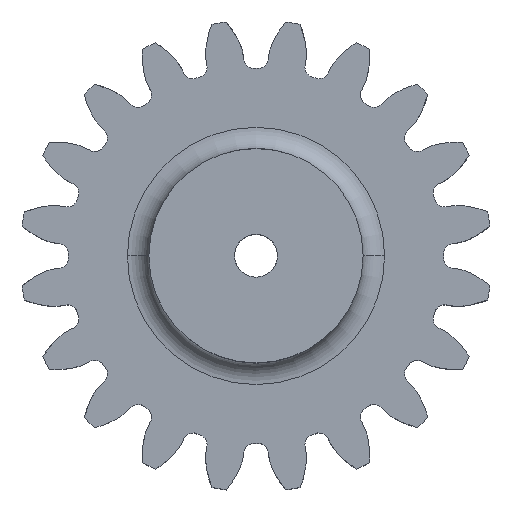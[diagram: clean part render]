
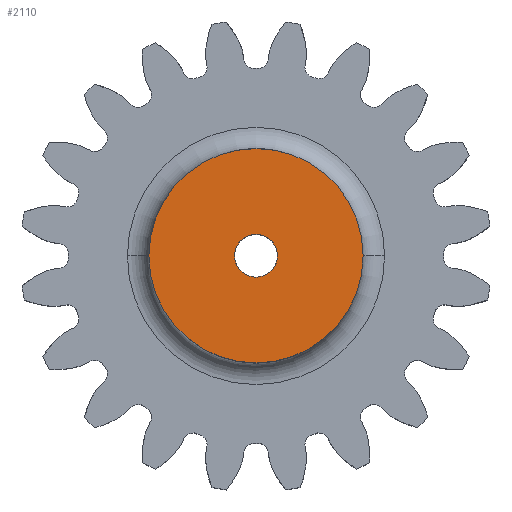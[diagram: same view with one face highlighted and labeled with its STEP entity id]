
A CAD part, top view. The second image highlights one B-rep face of the part: STEP entity #2110.
In plain terms, the highlighted planar face has unit normal (0, 0, 1).
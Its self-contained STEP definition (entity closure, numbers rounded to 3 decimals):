
#116 = ORIENTED_EDGE ( 'NONE', *, *, #7375, .F. ) ;
#480 = AXIS2_PLACEMENT_3D ( 'NONE', #2487, #6514, #762 ) ;
#512 = DIRECTION ( 'NONE',  ( 0., 0., 1. ) ) ;
#716 = CARTESIAN_POINT ( 'NONE',  ( 1., 0., 9. ) ) ;
#762 = DIRECTION ( 'NONE',  ( 1., 0., 0. ) ) ;
#967 = DIRECTION ( 'NONE',  ( 0., 0., 1. ) ) ;
#1021 = ORIENTED_EDGE ( 'NONE', *, *, #2908, .T. ) ;
#1086 = CIRCLE ( 'NONE', #2277, 5. ) ;
#1267 = DIRECTION ( 'NONE',  ( 0., 0., 1. ) ) ;
#1510 = EDGE_LOOP ( 'NONE', ( #116, #3557 ) ) ;
#1594 = VERTEX_POINT ( 'NONE', #3283 ) ;
#1628 = PLANE ( 'NONE',  #3974 ) ;
#1859 = DIRECTION ( 'NONE',  ( 1., 0., 0. ) ) ;
#1944 = VERTEX_POINT ( 'NONE', #3191 ) ;
#2110 = ADVANCED_FACE ( 'NONE', ( #2760, #5786 ), #1628, .T. ) ;
#2277 = AXIS2_PLACEMENT_3D ( 'NONE', #4631, #512, #3947 ) ;
#2487 = CARTESIAN_POINT ( 'NONE',  ( 0., 0., 9. ) ) ;
#2760 = FACE_BOUND ( 'NONE', #1510, .T. ) ;
#2768 = CARTESIAN_POINT ( 'NONE',  ( -1., 0., 9. ) ) ;
#2908 = EDGE_CURVE ( 'NONE', #1594, #1944, #1086, .T. ) ;
#3191 = CARTESIAN_POINT ( 'NONE',  ( -5., 0., 9. ) ) ;
#3283 = CARTESIAN_POINT ( 'NONE',  ( 5., 0., 9. ) ) ;
#3379 = CIRCLE ( 'NONE', #4705, 1. ) ;
#3406 = DIRECTION ( 'NONE',  ( 1., 0., 0. ) ) ;
#3510 = EDGE_CURVE ( 'NONE', #5163, #4893, #7515, .T. ) ;
#3515 = AXIS2_PLACEMENT_3D ( 'NONE', #7264, #967, #6652 ) ;
#3557 = ORIENTED_EDGE ( 'NONE', *, *, #3510, .F. ) ;
#3639 = CIRCLE ( 'NONE', #3515, 5. ) ;
#3947 = DIRECTION ( 'NONE',  ( 1., 0., 0. ) ) ;
#3974 = AXIS2_PLACEMENT_3D ( 'NONE', #6250, #7446, #3406 ) ;
#4631 = CARTESIAN_POINT ( 'NONE',  ( 0., 0., 9. ) ) ;
#4705 = AXIS2_PLACEMENT_3D ( 'NONE', #6918, #1267, #1859 ) ;
#4893 = VERTEX_POINT ( 'NONE', #716 ) ;
#5163 = VERTEX_POINT ( 'NONE', #2768 ) ;
#5786 = FACE_OUTER_BOUND ( 'NONE', #7053, .T. ) ;
#6157 = EDGE_CURVE ( 'NONE', #1944, #1594, #3639, .T. ) ;
#6250 = CARTESIAN_POINT ( 'NONE',  ( 0., 0., 9. ) ) ;
#6514 = DIRECTION ( 'NONE',  ( 0., 0., 1. ) ) ;
#6652 = DIRECTION ( 'NONE',  ( 1., 0., 0. ) ) ;
#6749 = ORIENTED_EDGE ( 'NONE', *, *, #6157, .T. ) ;
#6918 = CARTESIAN_POINT ( 'NONE',  ( 0., 0., 9. ) ) ;
#7053 = EDGE_LOOP ( 'NONE', ( #6749, #1021 ) ) ;
#7264 = CARTESIAN_POINT ( 'NONE',  ( 0., 0., 9. ) ) ;
#7375 = EDGE_CURVE ( 'NONE', #4893, #5163, #3379, .T. ) ;
#7446 = DIRECTION ( 'NONE',  ( 0., 0., 1. ) ) ;
#7515 = CIRCLE ( 'NONE', #480, 1. ) ;
